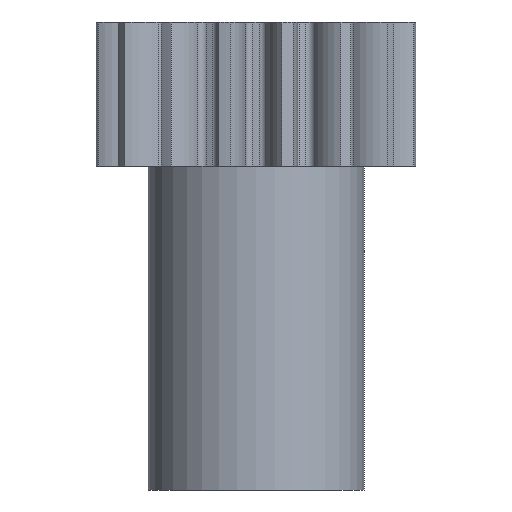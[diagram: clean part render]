
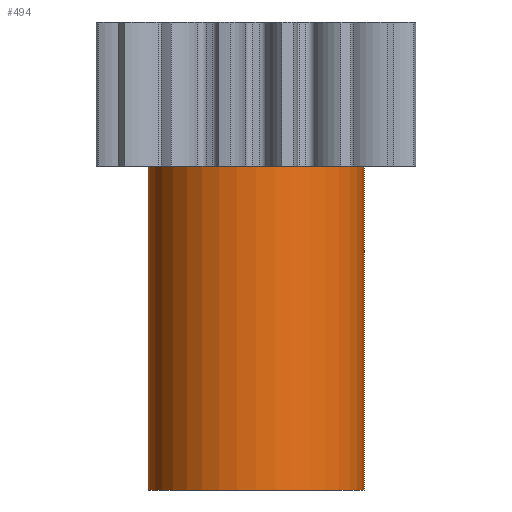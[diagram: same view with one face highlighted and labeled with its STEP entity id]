
A CAD part, front view. The second image highlights one B-rep face of the part: STEP entity #494.
In plain terms, the highlighted cylindrical face has radius 6 mm (diameter 12 mm), a partial arc.
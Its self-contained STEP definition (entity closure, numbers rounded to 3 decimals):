
#479 = ORIENTED_EDGE ( 'NONE', *, *, #560, .T. ) ;
#482 = ORIENTED_EDGE ( 'NONE', *, *, #1695, .F. ) ;
#487 = EDGE_LOOP ( 'NONE', ( #488, #493, #479, #482 ) ) ;
#488 = ORIENTED_EDGE ( 'NONE', *, *, #571, .F. ) ;
#493 = ORIENTED_EDGE ( 'NONE', *, *, #506, .T. ) ;
#494 = ADVANCED_FACE ( 'NONE', ( #709 ), #732, .T. ) ;
#506 = EDGE_CURVE ( 'NONE', #602, #587, #708, .T. ) ;
#558 = VERTEX_POINT ( 'NONE', #812 ) ;
#560 = EDGE_CURVE ( 'NONE', #587, #580, #653, .T. ) ;
#571 = EDGE_CURVE ( 'NONE', #602, #558, #2802, .T. ) ;
#580 = VERTEX_POINT ( 'NONE', #2813 ) ;
#587 = VERTEX_POINT ( 'NONE', #2301 ) ;
#602 = VERTEX_POINT ( 'NONE', #2362 ) ;
#653 = LINE ( 'NONE', #662, #726 ) ;
#662 = CARTESIAN_POINT ( 'NONE',  ( 6., 0., -18. ) ) ;
#708 = CIRCLE ( 'NONE', #748, 6. ) ;
#709 = FACE_OUTER_BOUND ( 'NONE', #487, .T. ) ;
#726 = VECTOR ( 'NONE', #767, 1000. ) ;
#732 = CYLINDRICAL_SURFACE ( 'NONE', #760, 6. ) ;
#745 = DIRECTION ( 'NONE',  ( 1., 0., 0. ) ) ;
#746 = DIRECTION ( 'NONE',  ( 0., 0., 1. ) ) ;
#747 = CARTESIAN_POINT ( 'NONE',  ( 0., 0., -18. ) ) ;
#748 = AXIS2_PLACEMENT_3D ( 'NONE', #747, #746, #745 ) ;
#754 = CARTESIAN_POINT ( 'NONE',  ( 0., 0., -18. ) ) ;
#757 = DIRECTION ( 'NONE',  ( 1., 0., 0. ) ) ;
#758 = DIRECTION ( 'NONE',  ( 0., 0., 1. ) ) ;
#760 = AXIS2_PLACEMENT_3D ( 'NONE', #754, #758, #757 ) ;
#767 = DIRECTION ( 'NONE',  ( 0., 0., 1. ) ) ;
#812 = CARTESIAN_POINT ( 'NONE',  ( -6., 0., 0. ) ) ;
#1695 = EDGE_CURVE ( 'NONE', #558, #580, #3494, .T. ) ;
#2301 = CARTESIAN_POINT ( 'NONE',  ( 6., 0., -18. ) ) ;
#2362 = CARTESIAN_POINT ( 'NONE',  ( -6., 0., -18. ) ) ;
#2802 = LINE ( 'NONE', #2804, #2820 ) ;
#2804 = CARTESIAN_POINT ( 'NONE',  ( -6., 0., -18. ) ) ;
#2811 = DIRECTION ( 'NONE',  ( 0., 0., 1. ) ) ;
#2813 = CARTESIAN_POINT ( 'NONE',  ( 6., 0., 0. ) ) ;
#2820 = VECTOR ( 'NONE', #2811, 1000. ) ;
#3464 = DIRECTION ( 'NONE',  ( 1., 0., 0. ) ) ;
#3465 = DIRECTION ( 'NONE',  ( 0., 0., 1. ) ) ;
#3466 = CARTESIAN_POINT ( 'NONE',  ( 0., 0., 0. ) ) ;
#3467 = AXIS2_PLACEMENT_3D ( 'NONE', #3466, #3465, #3464 ) ;
#3494 = CIRCLE ( 'NONE', #3467, 6. ) ;
